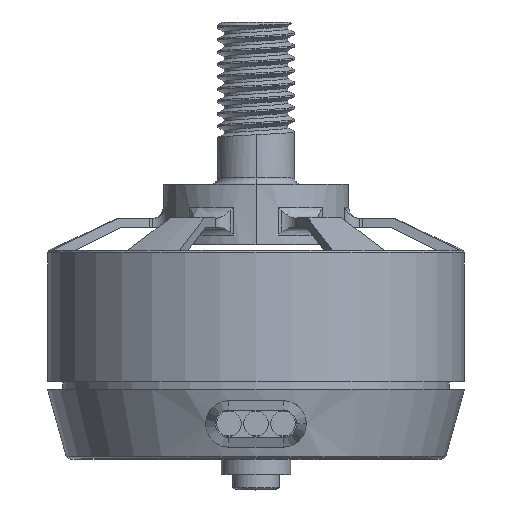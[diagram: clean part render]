
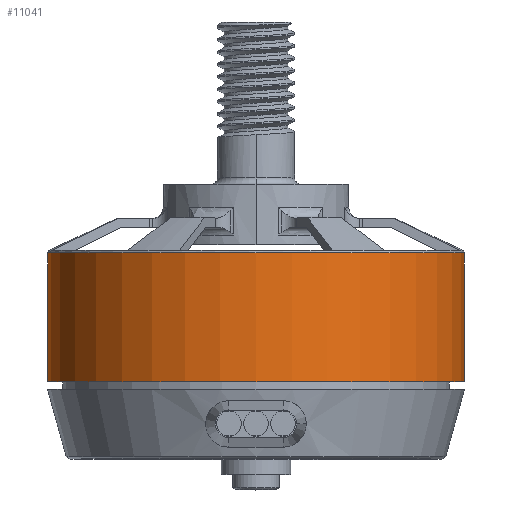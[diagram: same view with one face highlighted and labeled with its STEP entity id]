
A CAD part, top view. The second image highlights one B-rep face of the part: STEP entity #11041.
In plain terms, the highlighted cylindrical face has radius 13.5 mm (diameter 27 mm), a partial arc.
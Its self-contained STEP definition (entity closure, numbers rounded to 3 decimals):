
#264 = CIRCLE ( 'NONE', #3650, 13.5 ) ;
#1176 = VERTEX_POINT ( 'NONE', #11449 ) ;
#1401 = LINE ( 'NONE', #8502, #9292 ) ;
#1417 = EDGE_LOOP ( 'NONE', ( #3973, #11765, #10239, #1888 ) ) ;
#1473 = CARTESIAN_POINT ( 'NONE',  ( 0., 11.25, 0. ) ) ;
#1888 = ORIENTED_EDGE ( 'NONE', *, *, #3182, .F. ) ;
#1907 = CARTESIAN_POINT ( 'NONE',  ( -13.5, 11.1, 0. ) ) ;
#1995 = CIRCLE ( 'NONE', #4121, 13.5 ) ;
#2724 = CYLINDRICAL_SURFACE ( 'NONE', #3221, 13.5 ) ;
#2799 = EDGE_CURVE ( 'NONE', #7123, #5680, #1401, .T. ) ;
#3182 = EDGE_CURVE ( 'NONE', #9297, #1176, #4773, .T. ) ;
#3192 = DIRECTION ( 'NONE',  ( 0., 1., 0. ) ) ;
#3221 = AXIS2_PLACEMENT_3D ( 'NONE', #1473, #5577, #12482 ) ;
#3569 = DIRECTION ( 'NONE',  ( 0., -1., 0. ) ) ;
#3650 = AXIS2_PLACEMENT_3D ( 'NONE', #11946, #3192, #10108 ) ;
#3973 = ORIENTED_EDGE ( 'NONE', *, *, #7674, .T. ) ;
#4121 = AXIS2_PLACEMENT_3D ( 'NONE', #8361, #7403, #11262 ) ;
#4126 = FACE_OUTER_BOUND ( 'NONE', #1417, .T. ) ;
#4477 = VECTOR ( 'NONE', #6461, 1000. ) ;
#4773 = LINE ( 'NONE', #6503, #4477 ) ;
#4842 = CARTESIAN_POINT ( 'NONE',  ( 13.5, 11.1, 0. ) ) ;
#5577 = DIRECTION ( 'NONE',  ( 0., -1., 0. ) ) ;
#5680 = VERTEX_POINT ( 'NONE', #7541 ) ;
#6461 = DIRECTION ( 'NONE',  ( 0., -1., 0. ) ) ;
#6503 = CARTESIAN_POINT ( 'NONE',  ( 13.5, 11.25, 0. ) ) ;
#7123 = VERTEX_POINT ( 'NONE', #1907 ) ;
#7403 = DIRECTION ( 'NONE',  ( 0., -1., 0. ) ) ;
#7541 = CARTESIAN_POINT ( 'NONE',  ( -13.5, 2.75, 0. ) ) ;
#7674 = EDGE_CURVE ( 'NONE', #9297, #7123, #1995, .T. ) ;
#8361 = CARTESIAN_POINT ( 'NONE',  ( 0., 11.1, 0. ) ) ;
#8502 = CARTESIAN_POINT ( 'NONE',  ( -13.5, 11.25, 0. ) ) ;
#9292 = VECTOR ( 'NONE', #3569, 1000. ) ;
#9297 = VERTEX_POINT ( 'NONE', #4842 ) ;
#10108 = DIRECTION ( 'NONE',  ( -1., 0., 0. ) ) ;
#10239 = ORIENTED_EDGE ( 'NONE', *, *, #10737, .T. ) ;
#10737 = EDGE_CURVE ( 'NONE', #5680, #1176, #264, .T. ) ;
#11041 = ADVANCED_FACE ( 'NONE', ( #4126 ), #2724, .T. ) ;
#11262 = DIRECTION ( 'NONE',  ( -1., 0., 0. ) ) ;
#11449 = CARTESIAN_POINT ( 'NONE',  ( 13.5, 2.75, 0. ) ) ;
#11765 = ORIENTED_EDGE ( 'NONE', *, *, #2799, .T. ) ;
#11946 = CARTESIAN_POINT ( 'NONE',  ( 0., 2.75, 0. ) ) ;
#12482 = DIRECTION ( 'NONE',  ( 1., 0., 0. ) ) ;
